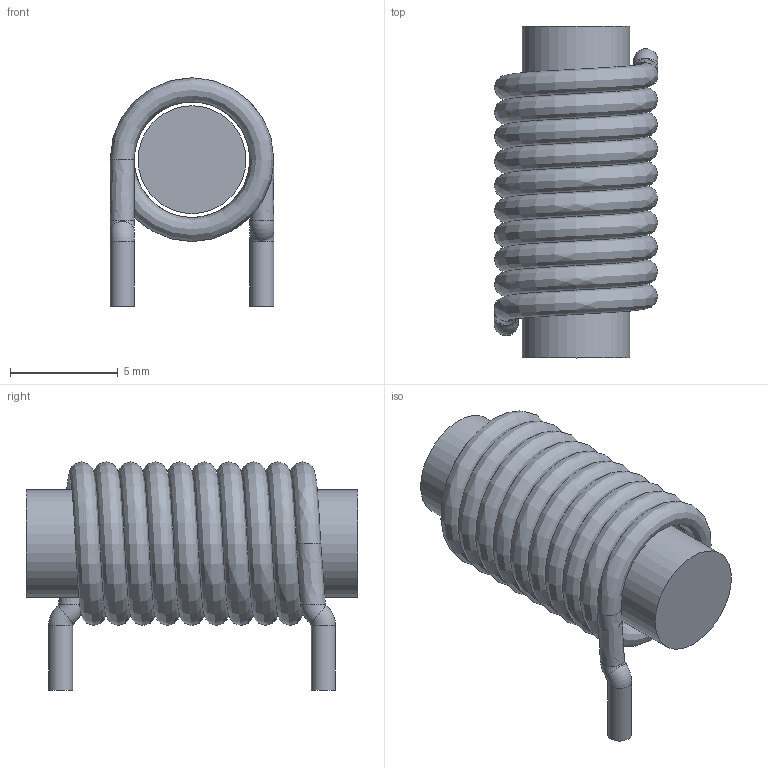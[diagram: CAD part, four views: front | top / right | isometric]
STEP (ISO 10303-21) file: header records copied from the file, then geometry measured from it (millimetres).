
FILE_DESCRIPTION( ( 'Unknown' ), '1' );
FILE_NAME( '744710210.stp', 'Unknown', ( 'Unknown' ), ( 'Unknown' ), 'XStep 1.0', 'Unknown', ' ' );
FILE_SCHEMA( ( 'automotive_design' ) );
Length unit declared in the file: millimetre
Products named in the file (2): 1; 2
Bounding box: 7.6 x 15.4 x 10.6 mm (x, y, z)
Volume: 506.4 mm3; surface area: 1012.2 mm2
Topology: 2 solids, 2 shells, 14 faces, 24 edges, 14 vertices
Faces by surface type: plane 4, torus 4, bspline 3, cylinder 3
Full cylindrical faces by diameter (mm): 1.118 x2, 5 x1
Entity records: 1323 total; most frequent: CARTESIAN_POINT 974, DIRECTION 46, FACE_OUTER_BOUND 24, EDGE_LOOP 24, ORIENTED_EDGE 24, AXIS2_PLACEMENT_3D 23, STYLED_ITEM 14, PRESENTATION_STYLE_ASSIGNMENT 14
